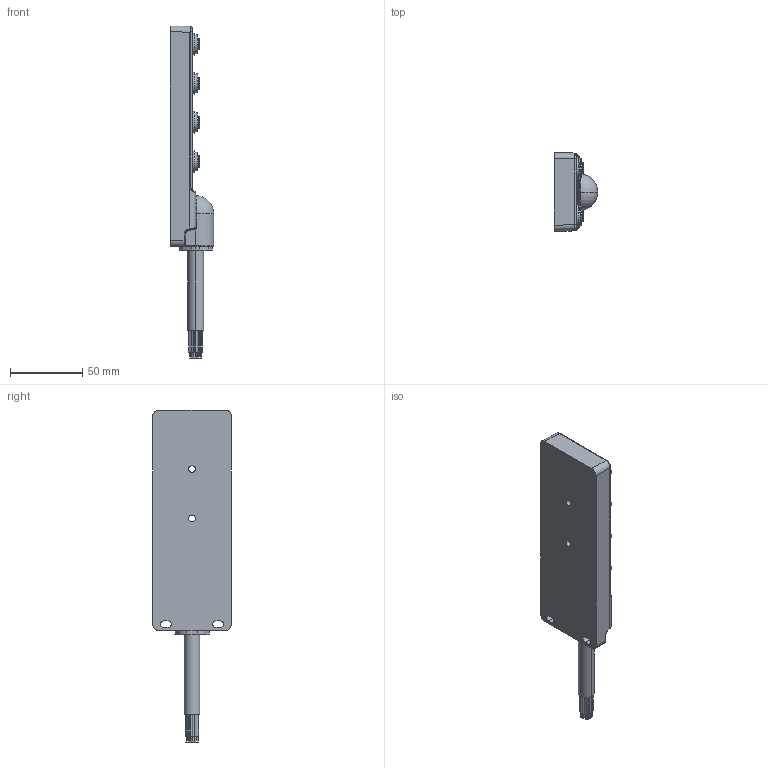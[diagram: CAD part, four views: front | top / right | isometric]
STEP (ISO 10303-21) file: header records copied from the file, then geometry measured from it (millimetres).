
FILE_DESCRIPTION(/* description */ (''),/* implementation_level */ '2;1');
FILE_NAME(/* name */ '8M12xuanran.prt.stp',/* time_stamp */ '2023-05-05T19:17:05+08:00',/* author */ (''),/* organization */ (''),/* preprocessor_version */ 'ST-DEVELOPER v15',/* originating_system */ 'SIEMENS PLM Software NX 9.0',/* authorisation */ '');
FILE_SCHEMA (('CONFIG_CONTROL_DESIGN'));
Products named in the file (1): 8M12xuanran
Bounding box: 30 x 54 x 229 mm (x, y, z)
Volume: 139458.1 mm3; surface area: 37493.1 mm2
Topology: 1 solids, 42 shells, 2711 faces, 6746 edges, 4309 vertices
Faces by surface type: plane 1101, cylinder 939, torus 262, cone 225, bspline 182, sphere 2
Full cylindrical faces by diameter (mm): 10.5 x8, 13 x8
Entity records: 97200 total; most frequent: CARTESIAN_POINT 32919, DIRECTION 13549, ORIENTED_EDGE 13276, EDGE_CURVE 6638, AXIS2_PLACEMENT_3D 5159, VERTEX_POINT 4297, LINE 3231, VECTOR 3231
